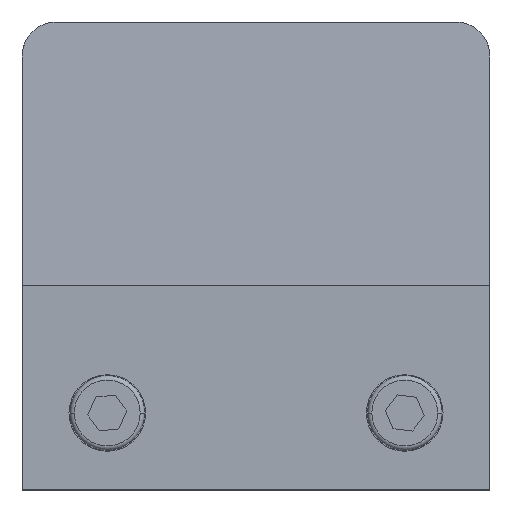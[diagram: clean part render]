
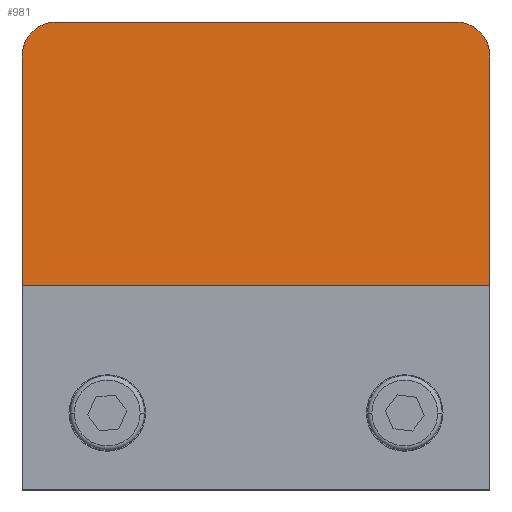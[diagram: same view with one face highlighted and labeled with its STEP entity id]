
A CAD part, top view. The second image highlights one B-rep face of the part: STEP entity #981.
In plain terms, the highlighted planar face has unit normal (0, 0.064, 0.998).
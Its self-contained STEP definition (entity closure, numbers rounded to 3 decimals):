
#89 = CARTESIAN_POINT ( 'NONE',  ( 27.5, 37.5, 21.5 ) ) ;
#128 = DIRECTION ( 'NONE',  ( 0., 0.998, -0.064 ) ) ;
#134 = CARTESIAN_POINT ( 'NONE',  ( 25.843, 37.5, 21.5 ) ) ;
#139 = LINE ( 'NONE', #89, #1367 ) ;
#246 = CARTESIAN_POINT ( 'NONE',  ( 23.5, 37.5, 21.5 ) ) ;
#546 = EDGE_CURVE ( 'NONE', #3278, #2190, #2068, .T. ) ;
#554 = LINE ( 'NONE', #2327, #2172 ) ;
#582 = CARTESIAN_POINT ( 'NONE',  ( -23.5, 37.5, 21.5 ) ) ;
#583 = VERTEX_POINT ( 'NONE', #1622 ) ;
#607 = EDGE_LOOP ( 'NONE', ( #1607, #1956, #2566, #1089, #2596, #2832 ) ) ;
#674 = CARTESIAN_POINT ( 'NONE',  ( 23.5, 37.5, 21.5 ) ) ;
#760 = CARTESIAN_POINT ( 'NONE',  ( 27.5, 37.5, 21.5 ) ) ;
#823 = CARTESIAN_POINT ( 'NONE',  ( -25.843, 37.5, 21.5 ) ) ;
#981 = ADVANCED_FACE ( 'NONE', ( #2031 ), #3058, .F. ) ;
#992 = AXIS2_PLACEMENT_3D ( 'NONE', #760, #1519, #128 ) ;
#1008 = DIRECTION ( 'NONE',  ( 0., -0.998, 0.064 ) ) ;
#1056 = VECTOR ( 'NONE', #1439, 1000. ) ;
#1089 = ORIENTED_EDGE ( 'NONE', *, *, #2151, .F. ) ;
#1139 = VERTEX_POINT ( 'NONE', #246 ) ;
#1306 = CARTESIAN_POINT ( 'NONE',  ( 27.5, 33.5, 21.758 ) ) ;
#1345 = EDGE_CURVE ( 'NONE', #1948, #583, #554, .T. ) ;
#1367 = VECTOR ( 'NONE', #2687, 1000. ) ;
#1382 = CARTESIAN_POINT ( 'NONE',  ( -23.5, 37.5, 21.5 ) ) ;
#1439 = DIRECTION ( 'NONE',  ( -1., 0., 0. ) ) ;
#1452 = EDGE_CURVE ( 'NONE', #1139, #2029, #139, .T. ) ;
#1519 = DIRECTION ( 'NONE',  ( 0., -0.064, -0.998 ) ) ;
#1607 = ORIENTED_EDGE ( 'NONE', *, *, #1452, .T. ) ;
#1622 = CARTESIAN_POINT ( 'NONE',  ( 27.5, 6.5, 23.5 ) ) ;
#1728 = CARTESIAN_POINT ( 'NONE',  ( -27.5, 6.5, 23.5 ) ) ;
#1839 = CARTESIAN_POINT ( 'NONE',  ( -27.5, 33.5, 21.758 ) ) ;
#1908 = CARTESIAN_POINT ( 'NONE',  ( 27.5, 35.843, 21.607 ) ) ;
#1948 = VERTEX_POINT ( 'NONE', #1306 ) ;
#1956 = ORIENTED_EDGE ( 'NONE', *, *, #2344, .T. ) ;
#2026 = VECTOR ( 'NONE', #1008, 1000. ) ;
#2029 = VERTEX_POINT ( 'NONE', #582 ) ;
#2031 = FACE_OUTER_BOUND ( 'NONE', #607, .T. ) ;
#2068 = LINE ( 'NONE', #2288, #2026 ) ;
#2151 = EDGE_CURVE ( 'NONE', #583, #2190, #2959, .T. ) ;
#2172 = VECTOR ( 'NONE', #2312, 1000. ) ;
#2190 = VERTEX_POINT ( 'NONE', #1728 ) ;
#2288 = CARTESIAN_POINT ( 'NONE',  ( -27.5, 37.5, 21.5 ) ) ;
#2312 = DIRECTION ( 'NONE',  ( 0., -0.998, 0.064 ) ) ;
#2327 = CARTESIAN_POINT ( 'NONE',  ( 27.5, 37.5, 21.5 ) ) ;
#2344 = EDGE_CURVE ( 'NONE', #2029, #3278, #2891, .T. ) ;
#2424 = CARTESIAN_POINT ( 'NONE',  ( -27.5, 33.5, 21.758 ) ) ;
#2470 = CARTESIAN_POINT ( 'NONE',  ( 27.5, 6.5, 23.5 ) ) ;
#2566 = ORIENTED_EDGE ( 'NONE', *, *, #546, .T. ) ;
#2596 = ORIENTED_EDGE ( 'NONE', *, *, #1345, .F. ) ;
#2687 = DIRECTION ( 'NONE',  ( -1., 0., 0. ) ) ;
#2832 = ORIENTED_EDGE ( 'NONE', *, *, #2852, .T. ) ;
#2852 = EDGE_CURVE ( 'NONE', #1948, #1139, #3220, .T. ) ;
#2886 = CARTESIAN_POINT ( 'NONE',  ( -27.5, 35.843, 21.607 ) ) ;
#2891 =( BOUNDED_CURVE ( )  B_SPLINE_CURVE ( 3, ( #1382, #823, #2886, #1839 ),
 .UNSPECIFIED., .F., .F. ) 
 B_SPLINE_CURVE_WITH_KNOTS ( ( 4, 4 ),
 ( 3.142, 4.712 ),
 .UNSPECIFIED. ) 
 CURVE ( )  GEOMETRIC_REPRESENTATION_ITEM ( )  RATIONAL_B_SPLINE_CURVE ( ( 1., 0.805, 0.805, 1. ) ) 
 REPRESENTATION_ITEM ( '' )  );
#2959 = LINE ( 'NONE', #2470, #1056 ) ;
#3058 = PLANE ( 'NONE',  #992 ) ;
#3220 =( BOUNDED_CURVE ( )  B_SPLINE_CURVE ( 3, ( #3228, #1908, #134, #674 ),
 .UNSPECIFIED., .F., .F. ) 
 B_SPLINE_CURVE_WITH_KNOTS ( ( 4, 4 ),
 ( 4.712, 6.283 ),
 .UNSPECIFIED. ) 
 CURVE ( )  GEOMETRIC_REPRESENTATION_ITEM ( )  RATIONAL_B_SPLINE_CURVE ( ( 1., 0.805, 0.805, 1. ) ) 
 REPRESENTATION_ITEM ( '' )  );
#3228 = CARTESIAN_POINT ( 'NONE',  ( 27.5, 33.5, 21.758 ) ) ;
#3278 = VERTEX_POINT ( 'NONE', #2424 ) ;
